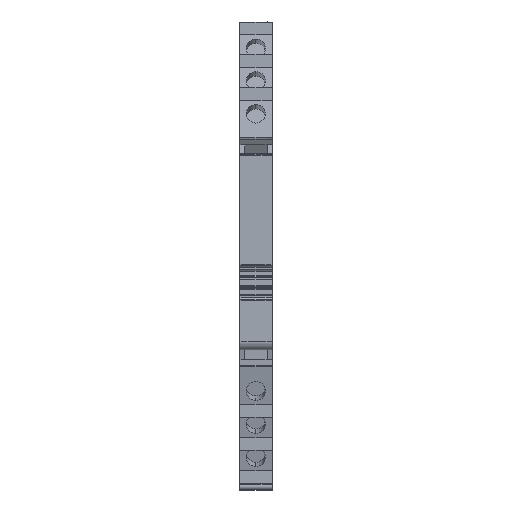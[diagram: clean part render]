
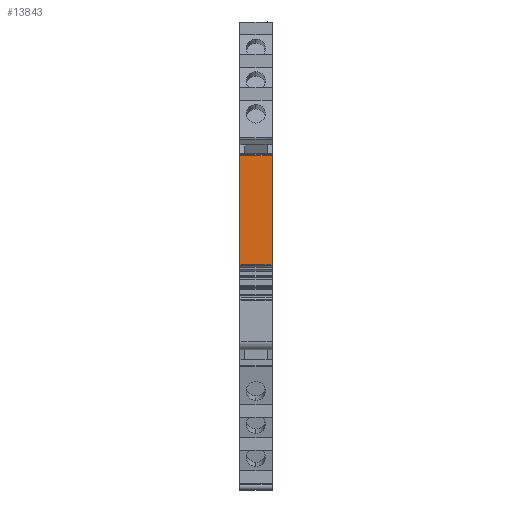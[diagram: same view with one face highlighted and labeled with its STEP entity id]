
A CAD part, top view. The second image highlights one B-rep face of the part: STEP entity #13843.
In plain terms, the highlighted planar face has unit normal (0, 0, 1).
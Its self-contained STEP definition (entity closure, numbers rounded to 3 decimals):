
#13775=AXIS2_PLACEMENT_3D('Plane Axis2P3D',#13772,#13773,#13774) ;
#7234=CARTESIAN_POINT('Vertex',(0.,62.8,97.797)) ;
#7237=CARTESIAN_POINT('Line Origine',(2.55,62.8,97.797)) ;
#7241=CARTESIAN_POINT('Vertex',(5.1,62.8,97.797)) ;
#7244=CARTESIAN_POINT('Line Origine',(5.575,62.8,97.797)) ;
#7248=CARTESIAN_POINT('Vertex',(6.05,62.8,97.798)) ;
#13772=CARTESIAN_POINT('Axis2P3D Location',(5.2,35.574,97.797)) ;
#13777=CARTESIAN_POINT('Line Origine',(0.,52.528,97.797)) ;
#13781=CARTESIAN_POINT('Vertex',(0.,42.255,97.797)) ;
#13784=CARTESIAN_POINT('Line Origine',(0.45,42.255,97.797)) ;
#13788=CARTESIAN_POINT('Vertex',(0.9,42.255,97.797)) ;
#13791=CARTESIAN_POINT('Line Origine',(3.,42.255,97.797)) ;
#13795=CARTESIAN_POINT('Vertex',(5.1,42.255,97.797)) ;
#13798=CARTESIAN_POINT('Line Origine',(5.15,42.255,97.797)) ;
#13802=CARTESIAN_POINT('Vertex',(5.2,42.255,97.797)) ;
#13805=CARTESIAN_POINT('Line Origine',(5.625,42.255,97.797)) ;
#13809=CARTESIAN_POINT('Vertex',(6.05,42.255,97.797)) ;
#13812=CARTESIAN_POINT('Line Origine',(6.05,42.27,97.797)) ;
#13816=CARTESIAN_POINT('Vertex',(6.05,42.284,97.797)) ;
#13819=CARTESIAN_POINT('Line Origine',(6.05,42.287,97.797)) ;
#13823=CARTESIAN_POINT('Vertex',(6.05,42.289,97.798)) ;
#13826=CARTESIAN_POINT('Line Origine',(6.05,52.545,97.797)) ;
#7238=DIRECTION('Vector Direction',(-1.,0.,0.)) ;
#7245=DIRECTION('Vector Direction',(-1.,0.,0.)) ;
#13773=DIRECTION('Axis2P3D Direction',(0.,0.,-1.)) ;
#13774=DIRECTION('Axis2P3D XDirection',(-1.,0.,0.)) ;
#13778=DIRECTION('Vector Direction',(0.,1.,0.)) ;
#13785=DIRECTION('Vector Direction',(1.,0.,0.)) ;
#13792=DIRECTION('Vector Direction',(1.,0.,0.)) ;
#13799=DIRECTION('Vector Direction',(-1.,0.,0.)) ;
#13806=DIRECTION('Vector Direction',(-1.,0.,0.)) ;
#13813=DIRECTION('Vector Direction',(0.,1.,0.)) ;
#13820=DIRECTION('Vector Direction',(0.,1.,0.)) ;
#13827=DIRECTION('Vector Direction',(0.,1.,0.)) ;
#7239=VECTOR('Line Direction',#7238,1.) ;
#7246=VECTOR('Line Direction',#7245,1.) ;
#13779=VECTOR('Line Direction',#13778,1.) ;
#13786=VECTOR('Line Direction',#13785,1.) ;
#13793=VECTOR('Line Direction',#13792,1.) ;
#13800=VECTOR('Line Direction',#13799,1.) ;
#13807=VECTOR('Line Direction',#13806,1.) ;
#13814=VECTOR('Line Direction',#13813,1.) ;
#13821=VECTOR('Line Direction',#13820,1.) ;
#13828=VECTOR('Line Direction',#13827,1.) ;
#13832=ORIENTED_EDGE('',*,*,#7250,.F.) ;
#13833=ORIENTED_EDGE('',*,*,#7243,.F.) ;
#13834=ORIENTED_EDGE('',*,*,#13783,.F.) ;
#13835=ORIENTED_EDGE('',*,*,#13790,.T.) ;
#13836=ORIENTED_EDGE('',*,*,#13797,.T.) ;
#13837=ORIENTED_EDGE('',*,*,#13804,.T.) ;
#13838=ORIENTED_EDGE('',*,*,#13811,.T.) ;
#13839=ORIENTED_EDGE('',*,*,#13818,.F.) ;
#13840=ORIENTED_EDGE('',*,*,#13825,.F.) ;
#13841=ORIENTED_EDGE('',*,*,#13830,.F.) ;
#13843=ADVANCED_FACE('NAUO1\\_EBGH MSA ZB V1 2393760000',(#13842),#13776,.F.) ;
#7243=EDGE_CURVE('',#7235,#7242,#7240,.F.) ;
#7250=EDGE_CURVE('',#7242,#7249,#7247,.F.) ;
#13783=EDGE_CURVE('',#13782,#7235,#13780,.T.) ;
#13790=EDGE_CURVE('',#13782,#13789,#13787,.T.) ;
#13797=EDGE_CURVE('',#13789,#13796,#13794,.T.) ;
#13804=EDGE_CURVE('',#13796,#13803,#13801,.F.) ;
#13811=EDGE_CURVE('',#13803,#13810,#13808,.F.) ;
#13818=EDGE_CURVE('',#13817,#13810,#13815,.F.) ;
#13825=EDGE_CURVE('',#13824,#13817,#13822,.F.) ;
#13830=EDGE_CURVE('',#7249,#13824,#13829,.F.) ;
#13831=EDGE_LOOP('',(#13832,#13833,#13834,#13835,#13836,#13837,#13838,#13839,#13840,#13841)) ;
#13842=FACE_OUTER_BOUND('',#13831,.T.) ;
#7240=LINE('Line',#7237,#7239) ;
#7247=LINE('Line',#7244,#7246) ;
#13780=LINE('Line',#13777,#13779) ;
#13787=LINE('Line',#13784,#13786) ;
#13794=LINE('Line',#13791,#13793) ;
#13801=LINE('Line',#13798,#13800) ;
#13808=LINE('Line',#13805,#13807) ;
#13815=LINE('Line',#13812,#13814) ;
#13822=LINE('Line',#13819,#13821) ;
#13829=LINE('Line',#13826,#13828) ;
#13776=PLANE('',#13775) ;
#7235=VERTEX_POINT('',#7234) ;
#7242=VERTEX_POINT('',#7241) ;
#7249=VERTEX_POINT('',#7248) ;
#13782=VERTEX_POINT('',#13781) ;
#13789=VERTEX_POINT('',#13788) ;
#13796=VERTEX_POINT('',#13795) ;
#13803=VERTEX_POINT('',#13802) ;
#13810=VERTEX_POINT('',#13809) ;
#13817=VERTEX_POINT('',#13816) ;
#13824=VERTEX_POINT('',#13823) ;
